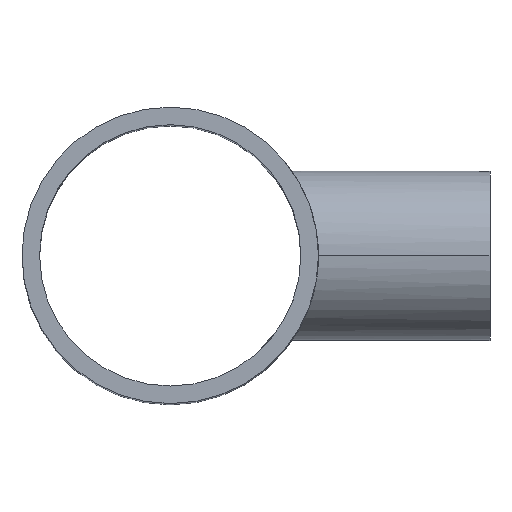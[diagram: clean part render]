
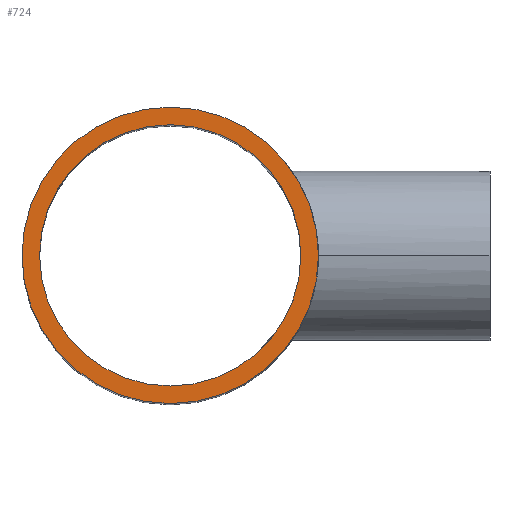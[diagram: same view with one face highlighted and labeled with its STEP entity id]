
A CAD part, top view. The second image highlights one B-rep face of the part: STEP entity #724.
In plain terms, the highlighted planar face has unit normal (0, 0, 1).
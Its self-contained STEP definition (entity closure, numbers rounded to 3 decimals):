
#12 = CARTESIAN_POINT ( 'NONE',  ( 0., 0., 345. ) ) ;
#61 = CARTESIAN_POINT ( 'NONE',  ( 0., 0., 345. ) ) ;
#65 = PLANE ( 'NONE',  #603 ) ;
#69 = DIRECTION ( 'NONE',  ( 1., 0., 0. ) ) ;
#70 = ORIENTED_EDGE ( 'NONE', *, *, #238, .F. ) ;
#74 = VERTEX_POINT ( 'NONE', #256 ) ;
#75 = AXIS2_PLACEMENT_3D ( 'NONE', #634, #338, #636 ) ;
#113 = ORIENTED_EDGE ( 'NONE', *, *, #585, .T. ) ;
#153 = CARTESIAN_POINT ( 'NONE',  ( 0., 0., 345. ) ) ;
#171 = AXIS2_PLACEMENT_3D ( 'NONE', #227, #453, #69 ) ;
#173 = EDGE_LOOP ( 'NONE', ( #70, #416 ) ) ;
#226 = AXIS2_PLACEMENT_3D ( 'NONE', #12, #246, #539 ) ;
#227 = CARTESIAN_POINT ( 'NONE',  ( 0., 0., 345. ) ) ;
#238 = EDGE_CURVE ( 'NONE', #74, #420, #427, .T. ) ;
#246 = DIRECTION ( 'NONE',  ( 0., 0., 1. ) ) ;
#256 = CARTESIAN_POINT ( 'NONE',  ( -123.4, 0., 345. ) ) ;
#261 = CIRCLE ( 'NONE', #75, 140. ) ;
#273 = DIRECTION ( 'NONE',  ( 0., 0., 1. ) ) ;
#274 = ORIENTED_EDGE ( 'NONE', *, *, #678, .T. ) ;
#295 = VERTEX_POINT ( 'NONE', #633 ) ;
#320 = EDGE_LOOP ( 'NONE', ( #113, #274 ) ) ;
#338 = DIRECTION ( 'NONE',  ( 0., 0., 1. ) ) ;
#365 = FACE_BOUND ( 'NONE', #173, .T. ) ;
#384 = DIRECTION ( 'NONE',  ( 1., 0., 0. ) ) ;
#416 = ORIENTED_EDGE ( 'NONE', *, *, #455, .F. ) ;
#420 = VERTEX_POINT ( 'NONE', #671 ) ;
#427 = CIRCLE ( 'NONE', #226, 123.4 ) ;
#453 = DIRECTION ( 'NONE',  ( 0., 0., 1. ) ) ;
#455 = EDGE_CURVE ( 'NONE', #420, #74, #522, .T. ) ;
#522 = CIRCLE ( 'NONE', #655, 123.4 ) ;
#528 = FACE_OUTER_BOUND ( 'NONE', #320, .T. ) ;
#532 = VERTEX_POINT ( 'NONE', #580 ) ;
#539 = DIRECTION ( 'NONE',  ( 1., 0., 0. ) ) ;
#541 = DIRECTION ( 'NONE',  ( 1., 0., 0. ) ) ;
#580 = CARTESIAN_POINT ( 'NONE',  ( 140., 0., 345. ) ) ;
#585 = EDGE_CURVE ( 'NONE', #295, #532, #261, .T. ) ;
#603 = AXIS2_PLACEMENT_3D ( 'NONE', #61, #604, #541 ) ;
#604 = DIRECTION ( 'NONE',  ( 0., 0., 1. ) ) ;
#633 = CARTESIAN_POINT ( 'NONE',  ( -140., 0., 345. ) ) ;
#634 = CARTESIAN_POINT ( 'NONE',  ( 0., 0., 345. ) ) ;
#636 = DIRECTION ( 'NONE',  ( 1., 0., 0. ) ) ;
#655 = AXIS2_PLACEMENT_3D ( 'NONE', #153, #273, #384 ) ;
#671 = CARTESIAN_POINT ( 'NONE',  ( 123.4, 0., 345. ) ) ;
#678 = EDGE_CURVE ( 'NONE', #532, #295, #689, .T. ) ;
#689 = CIRCLE ( 'NONE', #171, 140. ) ;
#724 = ADVANCED_FACE ( 'NONE', ( #528, #365 ), #65, .T. ) ;
